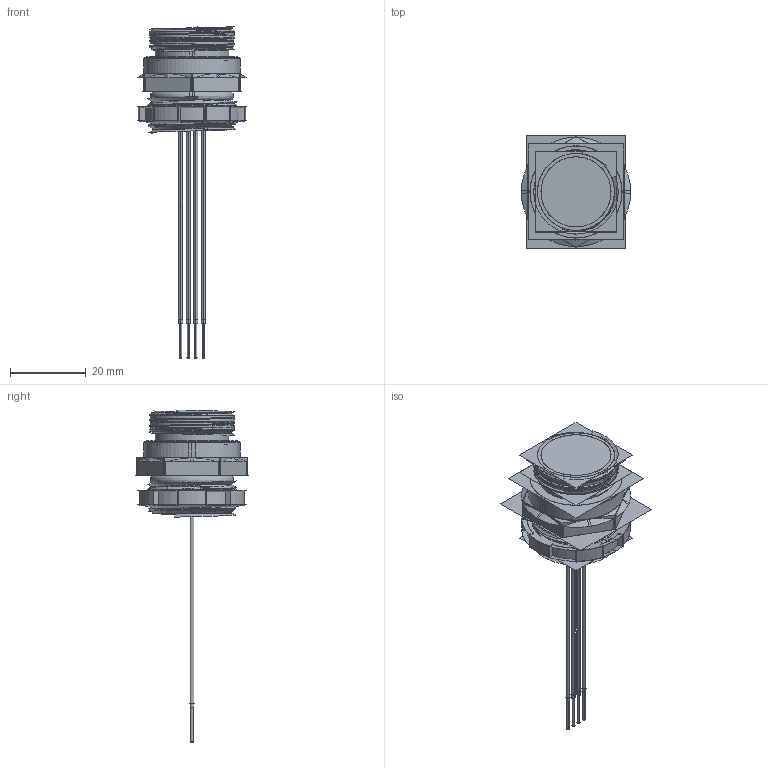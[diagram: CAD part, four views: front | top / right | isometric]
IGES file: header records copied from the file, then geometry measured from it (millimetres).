
Start section:  PTC IGES file: 250146_sm01.igs
Global section: file name: 250146_sm01.igs; native system: Creo Parametric by PTC Inc.; preprocessor: 2022414; author: banengservice; organization: Unknown; date: 20260401.094837; units: millimetre
Bounding box: 28.91 x 30 x 87.58 mm (x, y, z)
Volume: 8021.1 mm3; surface area: 35824.1 mm2
Topology: 5 solids, 5 shells, 476 faces, 2338 edges, 2966 vertices
Faces by surface type: revolution 330, bspline 146
